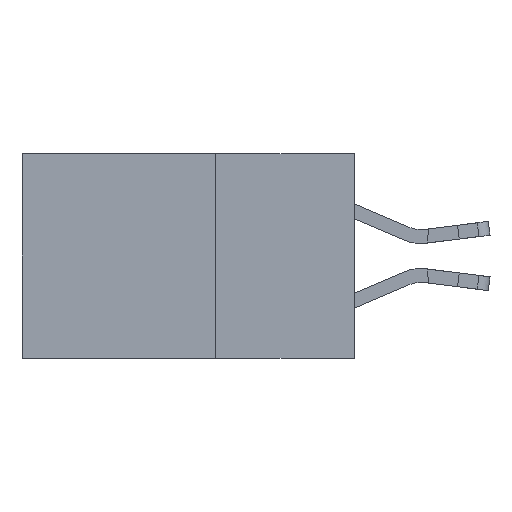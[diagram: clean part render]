
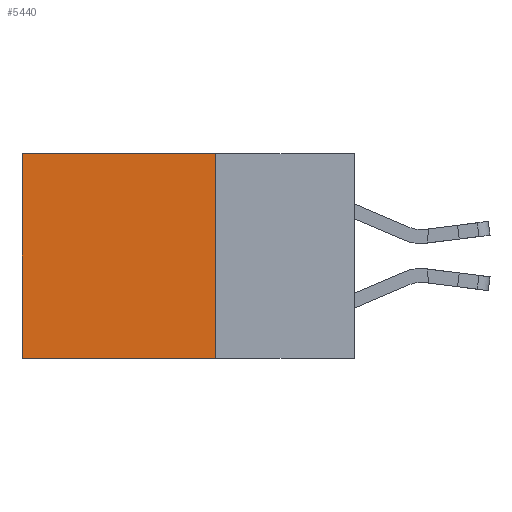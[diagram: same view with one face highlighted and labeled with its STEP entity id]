
A CAD part, left-side view. The second image highlights one B-rep face of the part: STEP entity #5440.
In plain terms, the highlighted planar face has unit normal (-1, 0, 0).
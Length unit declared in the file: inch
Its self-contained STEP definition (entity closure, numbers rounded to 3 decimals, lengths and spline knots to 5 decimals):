
#495 = VERTEX_POINT ( 'NONE', #7469 ) ;
#637 = DIRECTION ( 'NONE',  ( 0., 0., -1. ) ) ;
#1072 = VERTEX_POINT ( 'NONE', #1419 ) ;
#1140 = LINE ( 'NONE', #12599, #11928 ) ;
#1419 = CARTESIAN_POINT ( 'NONE',  ( 0.298, 0.6, 0. ) ) ;
#2100 = VECTOR ( 'NONE', #5871, 39.37008 ) ;
#3073 = VERTEX_POINT ( 'NONE', #4735 ) ;
#3499 = DIRECTION ( 'NONE',  ( 0., 1., 0. ) ) ;
#3895 = CARTESIAN_POINT ( 'NONE',  ( 0.298, 0.25, -0.37 ) ) ;
#4259 = ORIENTED_EDGE ( 'NONE', *, *, #6523, .F. ) ;
#4574 = AXIS2_PLACEMENT_3D ( 'NONE', #12180, #4721, #637 ) ;
#4721 = DIRECTION ( 'NONE',  ( 1., 0., 0. ) ) ;
#4735 = CARTESIAN_POINT ( 'NONE',  ( 0.298, 0.25, 0. ) ) ;
#5032 = DIRECTION ( 'NONE',  ( 0., 1., 0. ) ) ;
#5280 = EDGE_LOOP ( 'NONE', ( #11246, #10446, #4259, #12323 ) ) ;
#5440 = ADVANCED_FACE ( 'NONE', ( #11302 ), #10091, .F. ) ;
#5871 = DIRECTION ( 'NONE',  ( 0., 0., -1. ) ) ;
#6153 = CARTESIAN_POINT ( 'NONE',  ( 0.298, 0.6, -0.37 ) ) ;
#6445 = EDGE_CURVE ( 'NONE', #1072, #10278, #1140, .T. ) ;
#6523 = EDGE_CURVE ( 'NONE', #3073, #495, #7854, .T. ) ;
#7431 = EDGE_CURVE ( 'NONE', #3073, #1072, #9812, .T. ) ;
#7469 = CARTESIAN_POINT ( 'NONE',  ( 0.298, 0.25, -0.37 ) ) ;
#7854 = LINE ( 'NONE', #11025, #2100 ) ;
#8125 = LINE ( 'NONE', #3895, #9399 ) ;
#9399 = VECTOR ( 'NONE', #5032, 39.37008 ) ;
#9812 = LINE ( 'NONE', #12752, #12227 ) ;
#9983 = EDGE_CURVE ( 'NONE', #495, #10278, #8125, .T. ) ;
#10091 = PLANE ( 'NONE',  #4574 ) ;
#10278 = VERTEX_POINT ( 'NONE', #6153 ) ;
#10446 = ORIENTED_EDGE ( 'NONE', *, *, #9983, .F. ) ;
#11025 = CARTESIAN_POINT ( 'NONE',  ( 0.298, 0.25, 0. ) ) ;
#11246 = ORIENTED_EDGE ( 'NONE', *, *, #6445, .T. ) ;
#11302 = FACE_OUTER_BOUND ( 'NONE', #5280, .T. ) ;
#11859 = DIRECTION ( 'NONE',  ( 0., 0., -1. ) ) ;
#11928 = VECTOR ( 'NONE', #11859, 39.37008 ) ;
#12180 = CARTESIAN_POINT ( 'NONE',  ( 0.298, 0.25, 0. ) ) ;
#12227 = VECTOR ( 'NONE', #3499, 39.37008 ) ;
#12323 = ORIENTED_EDGE ( 'NONE', *, *, #7431, .T. ) ;
#12599 = CARTESIAN_POINT ( 'NONE',  ( 0.298, 0.6, 0. ) ) ;
#12752 = CARTESIAN_POINT ( 'NONE',  ( 0.298, 0.25, 0. ) ) ;
